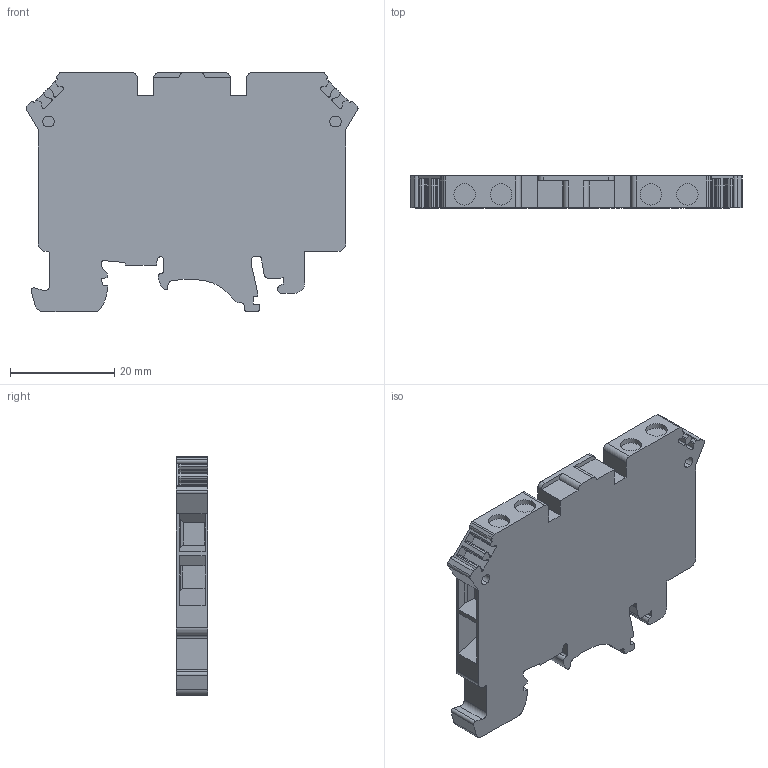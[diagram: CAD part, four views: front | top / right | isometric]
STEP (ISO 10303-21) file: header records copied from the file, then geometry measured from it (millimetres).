
FILE_DESCRIPTION( ( 'STEP AP203' ), '1' );
FILE_NAME( 'CDU4-4N.stp', '2023-01-09T05:47:02', ( ' ' ), ( ' ' ), 'XStep 1.0', ' ', ' ' );
FILE_SCHEMA( ( 'CONFIG_CONTROL_DESIGN) ( )' ) );
Length unit declared in the file: metre
Products named in the file (1): 1
Bounding box: 63.6 x 6.1 x 45.8 mm (x, y, z)
Volume: 13059.6 mm3; surface area: 7077.4 mm2
Topology: 1 solids, 1 shells, 202 faces, 570 edges, 378 vertices
Faces by surface type: plane 129, cylinder 73
Full cylindrical faces by diameter (mm): 4.1 x4
Entity records: 6556 total; most frequent: CARTESIAN_POINT 1151, ORIENTED_EDGE 1132, DIRECTION 1116, EDGE_CURVE 566, LINE 418, VECTOR 418, VERTEX_POINT 378, AXIS2_PLACEMENT_3D 349
